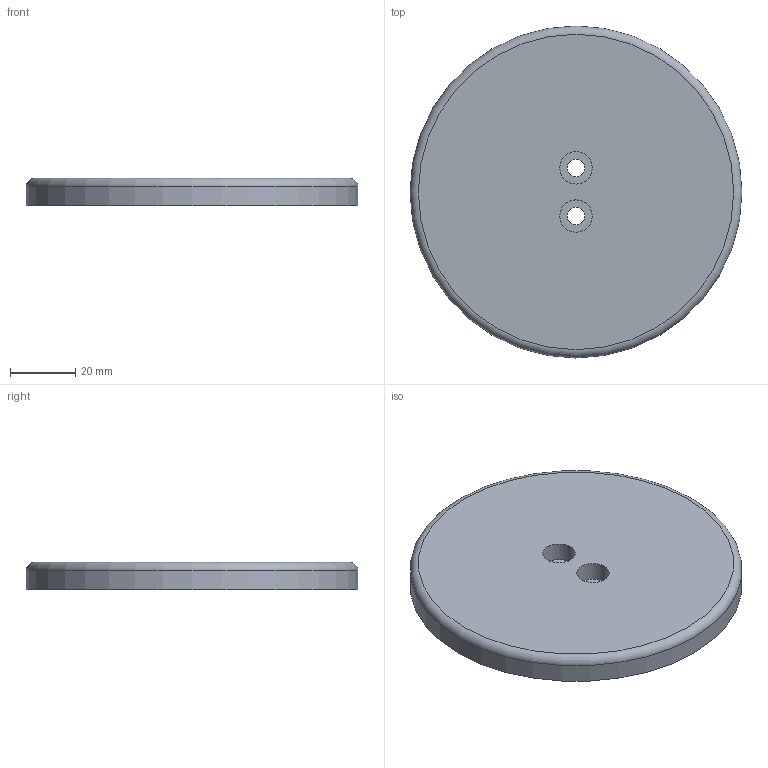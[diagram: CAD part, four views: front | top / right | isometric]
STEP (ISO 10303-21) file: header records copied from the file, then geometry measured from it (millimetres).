
FILE_DESCRIPTION(/* description */ ('Alibre Inc.'),/* implementation_level */ '2;1');
FILE_NAME(/* name */ 'export-C04E29E7-8866-47E5-AEAB-C06930EABA27',/* time_stamp */ '2023-12-02T15:10:36-07:00',/* author */ (''),/* organization */ (''),/* preprocessor_version */ 'ST-DEVELOPER v17',/* originating_system */ 'Alibre',/* authorisation */ '');
FILE_SCHEMA (('CONFIG_CONTROL_DESIGN'));
Length unit declared in the file: centimetre
Products named in the file (1): load cell - uxcell 5kg
Bounding box: 101.6 x 101.6 x 8.38 mm (x, y, z)
Volume: 66504.6 mm3; surface area: 18898.6 mm2
Topology: 1 solids, 1 shells, 10 faces, 19 edges, 13 vertices
Faces by surface type: cylinder 5, plane 4, torus 1
Full cylindrical faces by diameter (mm): 5.334 x2, 9.906 x2, 101.6 x1
Entity records: 302 total; most frequent: DIRECTION 37, CARTESIAN_POINT 32, ORIENTED_EDGE 22, EDGE_LOOP 22, FACE_BOUND 22, AXIS2_PLACEMENT_3D 21, VERTEX_POINT 11, CIRCLE 11
